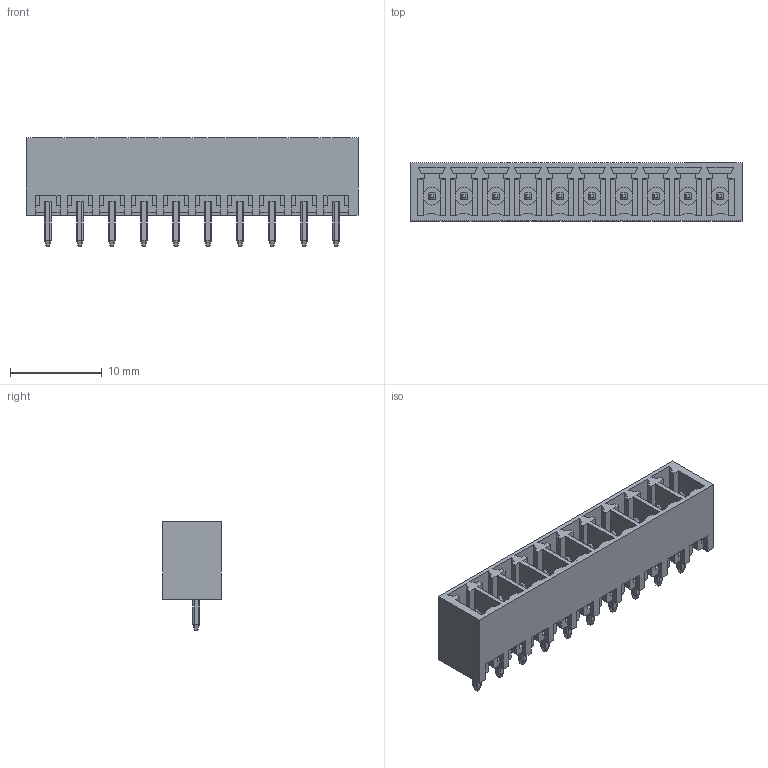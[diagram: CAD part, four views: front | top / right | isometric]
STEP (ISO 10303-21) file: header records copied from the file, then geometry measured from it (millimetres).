
FILE_DESCRIPTION( ('This file contains a STEP AP42 implementation' ,'as created by ZW3D STEP Interface translator.') ,'2;1' );
FILE_NAME( 'PM381-1S10ASM1.stp' ,'231125.16 232', (''), ('ZWCAD Software Co.'), 'Version 1.0', 'ZW3D to STEP translator', '' );
FILE_SCHEMA(('AUTOMOTIVE_DESIGN { 1 0 10303 214 1 1 1 1 }'));
Length unit declared in the file: millimetre
Products named in the file (2): 0; PM381-1S10ASM1
Bounding box: 36.16 x 6.32 x 11.81 mm (x, y, z)
Volume: 920.6 mm3; surface area: 3182.5 mm2
Topology: 11 solids, 11 shells, 1576 faces, 4191 edges, 2582 vertices
Faces by surface type: plane 1009, cylinder 264, torus 240, bspline 63
Full cylindrical faces by diameter (mm): 0.514 x1, 0.916 x2, 1.099 x1
Entity records: 52683 total; most frequent: CARTESIAN_POINT 13473, ORIENTED_EDGE 8302, DIRECTION 7141, EDGE_CURVE 4151, VECTOR 2897, LINE 2897, VERTEX_POINT 2582, AXIS2_PLACEMENT_3D 2122
